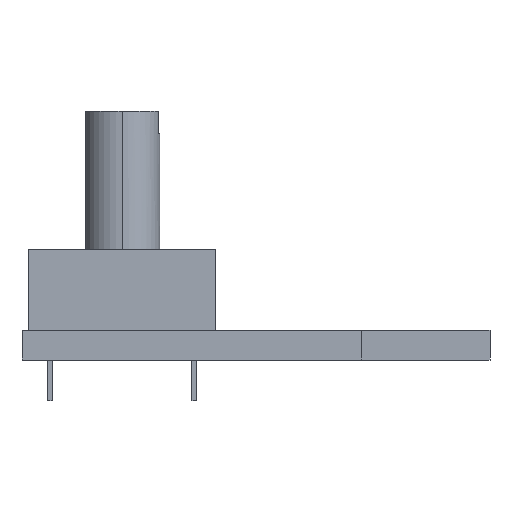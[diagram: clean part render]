
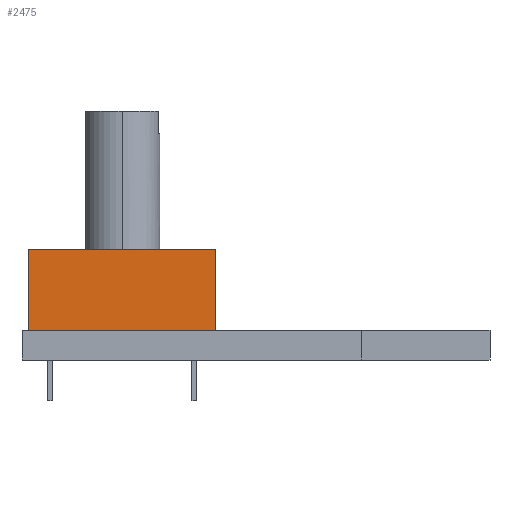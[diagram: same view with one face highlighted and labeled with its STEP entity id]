
A CAD part, left-side view. The second image highlights one B-rep face of the part: STEP entity #2475.
In plain terms, the highlighted face is planar.
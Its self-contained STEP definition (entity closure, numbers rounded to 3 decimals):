
#221=PLANE('',#2700);
#316=FACE_OUTER_BOUND('',#507,.T.);
#507=EDGE_LOOP('',(#2148,#2149,#2150,#2151));
#656=LINE('',#3847,#901);
#657=LINE('',#3849,#902);
#658=LINE('',#3851,#903);
#659=LINE('',#3852,#904);
#901=VECTOR('',#3194,4.5);
#902=VECTOR('',#3195,9.9);
#903=VECTOR('',#3196,4.5);
#904=VECTOR('',#3197,9.9);
#1295=VERTEX_POINT('',#3845);
#1296=VERTEX_POINT('',#3846);
#1297=VERTEX_POINT('',#3848);
#1298=VERTEX_POINT('',#3850);
#1642=EDGE_CURVE('',#1295,#1296,#656,.T.);
#1643=EDGE_CURVE('',#1296,#1297,#657,.T.);
#1644=EDGE_CURVE('',#1297,#1298,#658,.T.);
#1645=EDGE_CURVE('',#1298,#1295,#659,.T.);
#2148=ORIENTED_EDGE('',*,*,#1642,.T.);
#2149=ORIENTED_EDGE('',*,*,#1643,.T.);
#2150=ORIENTED_EDGE('',*,*,#1644,.T.);
#2151=ORIENTED_EDGE('',*,*,#1645,.T.);
#2475=ADVANCED_FACE('',(#316),#221,.T.);
#2700=AXIS2_PLACEMENT_3D('',#3844,#3192,#3193);
#3192=DIRECTION('center_axis',(-1.,0.,0.));
#3193=DIRECTION('ref_axis',(0.,0.,1.));
#3194=DIRECTION('',(0.,0.,1.));
#3195=DIRECTION('',(0.,1.,0.));
#3196=DIRECTION('',(0.,0.,-1.));
#3197=DIRECTION('',(0.,-1.,0.));
#3844=CARTESIAN_POINT('Origin',(8.71,-1.14,2.25));
#3845=CARTESIAN_POINT('',(8.71,-1.14,0.));
#3846=CARTESIAN_POINT('',(8.71,-1.14,4.5));
#3847=CARTESIAN_POINT('',(8.71,-1.14,0.));
#3848=CARTESIAN_POINT('',(8.71,8.76,4.5));
#3849=CARTESIAN_POINT('',(8.71,-1.14,4.5));
#3850=CARTESIAN_POINT('',(8.71,8.76,0.));
#3851=CARTESIAN_POINT('',(8.71,8.76,0.));
#3852=CARTESIAN_POINT('',(8.71,8.76,0.));
